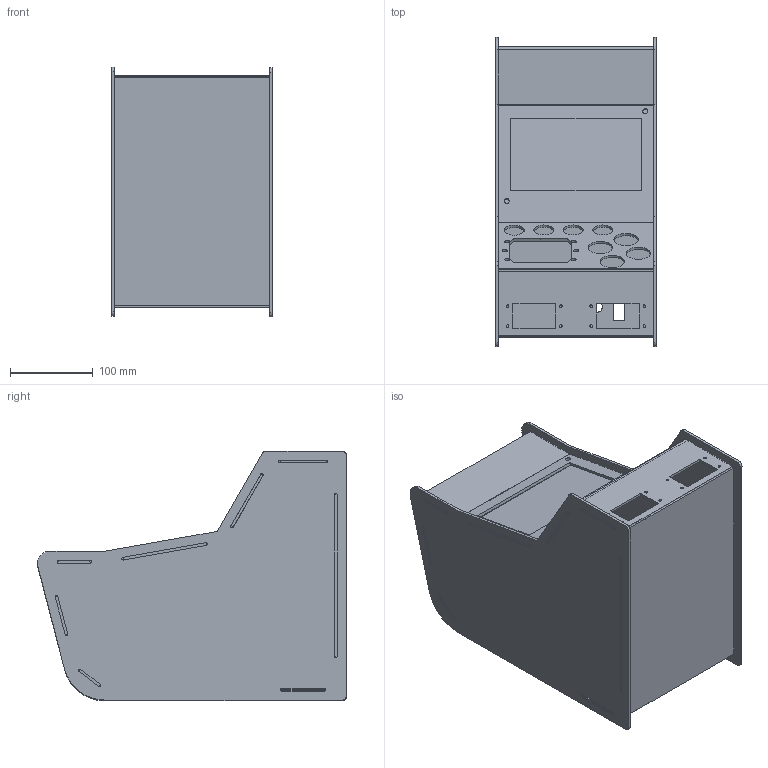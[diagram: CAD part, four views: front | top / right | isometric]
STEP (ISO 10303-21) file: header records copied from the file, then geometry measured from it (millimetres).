
FILE_DESCRIPTION(/* description */ (''),/* implementation_level */ '2;1');
FILE_NAME(/* name */ 'Assembly v29.step',/* time_stamp */ '2019-04-29T09:30:22-04:00',/* author */ ('sankaDTLC2'),/* organization */ (''),/* preprocessor_version */ 'ST-DEVELOPER v18',/* originating_system */ 'Autodesk Translation Framework v8.2.0.1029',/* authorisation */ '');
FILE_SCHEMA (('AUTOMOTIVE_DESIGN { 1 0 10303 214 3 1 1 }'));
Length unit declared in the file: inch
Products named in the file (13): Assembly; Bottom Panel; Back Top Cover; Vinyl Panel; Top Cover; Back Cover; Controller Panel; Right Panel; Front Panel; Speaker Panel; Back-Bottom Panel; Front Panel Middle; Front Panel Back
Assembly tree (13 placements, depth 2):
  Assembly
    Bottom Panel
    Back Top Cover
    Vinyl Panel
    Top Cover
    Back Cover
    Controller Panel
    Right Panel  x2
    Front Panel
    Speaker Panel
    Back-Bottom Panel
    Front Panel Middle
    Front Panel Back
Bounding box: 193.54 x 372.27 x 301.03 mm (x, y, z)
Volume: 1194358.1 mm3; surface area: 798710.3 mm2
Topology: 13 solids, 13 shells, 289 faces, 789 edges, 526 vertices
Faces by surface type: plane 217, cylinder 72
Full cylindrical faces by diameter (mm): 3.1 x8, 5.994 x6, 6 x6, 24 x4, 29.5 x4
Entity records: 8203 total; most frequent: CARTESIAN_POINT 1365, ORIENTED_EDGE 1314, DIRECTION 1299, EDGE_CURVE 657, LINE 555, VECTOR 555, VERTEX_POINT 438, AXIS2_PLACEMENT_3D 372
